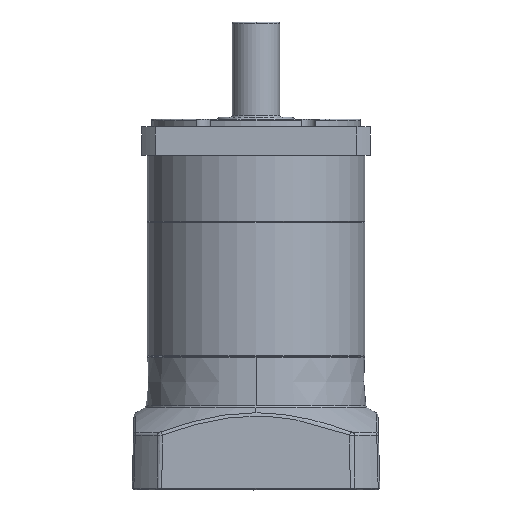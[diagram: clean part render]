
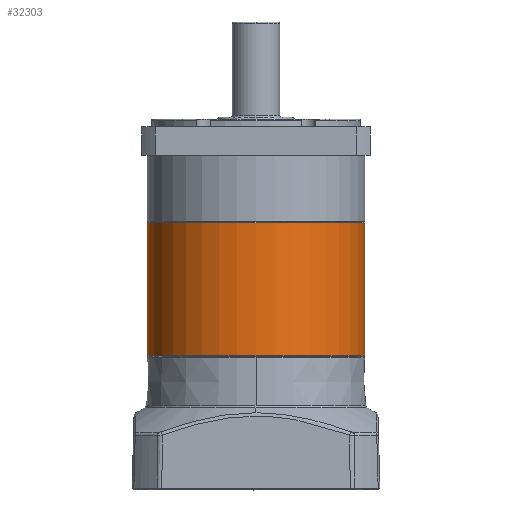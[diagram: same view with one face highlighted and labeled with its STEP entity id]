
A CAD part, front view. The second image highlights one B-rep face of the part: STEP entity #32303.
In plain terms, the highlighted cylindrical face has radius 57 mm (diameter 114 mm), a partial arc.
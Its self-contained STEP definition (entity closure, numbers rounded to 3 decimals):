
#446 = ORIENTED_EDGE ( 'NONE', *, *, #26217, .T. ) ;
#2067 = CIRCLE ( 'NONE', #20228, 57. ) ;
#2103 = VECTOR ( 'NONE', #42059, 1000. ) ;
#2241 = DIRECTION ( 'NONE',  ( 0., 0., -1. ) ) ;
#2328 = CARTESIAN_POINT ( 'NONE',  ( 57., 0., 70.5 ) ) ;
#2910 = CARTESIAN_POINT ( 'NONE',  ( 57., 0., 70.2 ) ) ;
#6519 = CARTESIAN_POINT ( 'NONE',  ( 57., 0., 0.3 ) ) ;
#7474 = CYLINDRICAL_SURFACE ( 'NONE', #10313, 57. ) ;
#7501 = DIRECTION ( 'NONE',  ( -1., 0., 0. ) ) ;
#7517 = DIRECTION ( 'NONE',  ( 0., 0., -1. ) ) ;
#7550 = CARTESIAN_POINT ( 'NONE',  ( 0., 0., 70.2 ) ) ;
#7890 = FACE_OUTER_BOUND ( 'NONE', #13522, .T. ) ;
#9437 = VERTEX_POINT ( 'NONE', #2910 ) ;
#10313 = AXIS2_PLACEMENT_3D ( 'NONE', #27087, #26865, #27133 ) ;
#11466 = VERTEX_POINT ( 'NONE', #6519 ) ;
#13056 = EDGE_CURVE ( 'NONE', #9437, #11466, #37053, .T. ) ;
#13522 = EDGE_LOOP ( 'NONE', ( #20029, #28050, #35353, #446, #37991 ) ) ;
#16822 = EDGE_CURVE ( 'NONE', #17218, #11466, #2067, .T. ) ;
#17218 = VERTEX_POINT ( 'NONE', #35294 ) ;
#18542 = EDGE_CURVE ( 'NONE', #28962, #44943, #30611, .T. ) ;
#19797 = DIRECTION ( 'NONE',  ( -1., 0., 0. ) ) ;
#19891 = DIRECTION ( 'NONE',  ( 0., 0., -1. ) ) ;
#19948 = CARTESIAN_POINT ( 'NONE',  ( 0., 0., 70.2 ) ) ;
#20029 = ORIENTED_EDGE ( 'NONE', *, *, #13056, .F. ) ;
#20228 = AXIS2_PLACEMENT_3D ( 'NONE', #33752, #33603, #33448 ) ;
#21990 = LINE ( 'NONE', #35835, #2103 ) ;
#22984 = EDGE_CURVE ( 'NONE', #9437, #28962, #31200, .T. ) ;
#26217 = EDGE_CURVE ( 'NONE', #44943, #17218, #21990, .T. ) ;
#26865 = DIRECTION ( 'NONE',  ( 0., 0., -1. ) ) ;
#27087 = CARTESIAN_POINT ( 'NONE',  ( 0., 0., 70.5 ) ) ;
#27133 = DIRECTION ( 'NONE',  ( -1., 0., 0. ) ) ;
#27207 = CARTESIAN_POINT ( 'NONE',  ( 0., -57., 70.2 ) ) ;
#28050 = ORIENTED_EDGE ( 'NONE', *, *, #22984, .T. ) ;
#28962 = VERTEX_POINT ( 'NONE', #27207 ) ;
#30611 = CIRCLE ( 'NONE', #34821, 57. ) ;
#31200 = CIRCLE ( 'NONE', #32578, 57. ) ;
#32303 = ADVANCED_FACE ( 'NONE', ( #7890 ), #7474, .T. ) ;
#32578 = AXIS2_PLACEMENT_3D ( 'NONE', #19948, #19891, #19797 ) ;
#33448 = DIRECTION ( 'NONE',  ( -1., 0., 0. ) ) ;
#33603 = DIRECTION ( 'NONE',  ( 0., 0., 1. ) ) ;
#33752 = CARTESIAN_POINT ( 'NONE',  ( 0., 0., 0.3 ) ) ;
#34821 = AXIS2_PLACEMENT_3D ( 'NONE', #7550, #7517, #7501 ) ;
#35294 = CARTESIAN_POINT ( 'NONE',  ( -57., 0., 0.3 ) ) ;
#35353 = ORIENTED_EDGE ( 'NONE', *, *, #18542, .T. ) ;
#35835 = CARTESIAN_POINT ( 'NONE',  ( -57., 0., 70.5 ) ) ;
#37053 = LINE ( 'NONE', #2328, #37430 ) ;
#37430 = VECTOR ( 'NONE', #2241, 1000. ) ;
#37991 = ORIENTED_EDGE ( 'NONE', *, *, #16822, .T. ) ;
#41561 = CARTESIAN_POINT ( 'NONE',  ( -57., 0., 70.2 ) ) ;
#42059 = DIRECTION ( 'NONE',  ( 0., 0., -1. ) ) ;
#44943 = VERTEX_POINT ( 'NONE', #41561 ) ;
